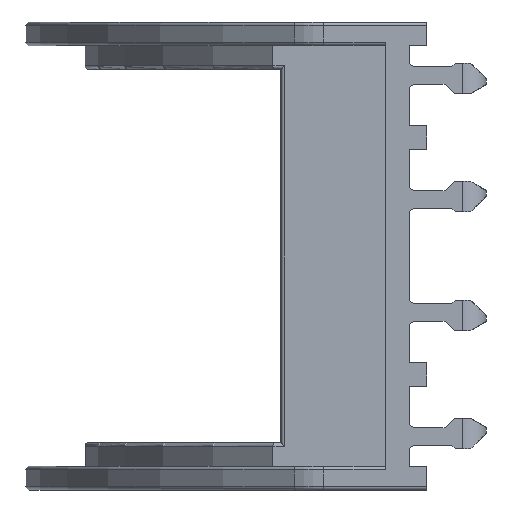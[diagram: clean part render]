
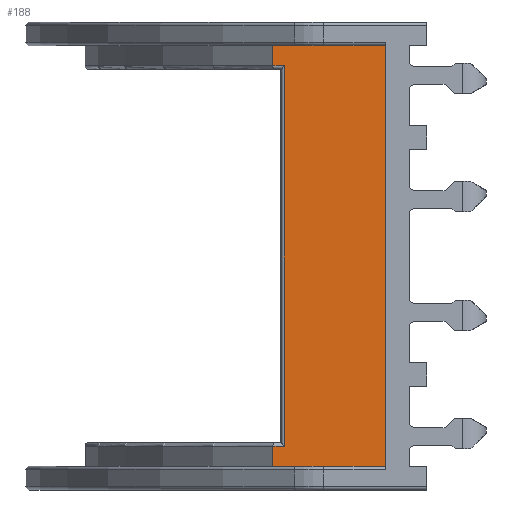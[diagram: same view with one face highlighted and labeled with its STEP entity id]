
A CAD part, left-side view. The second image highlights one B-rep face of the part: STEP entity #188.
In plain terms, the highlighted planar face has unit normal (-1, 0, 0).
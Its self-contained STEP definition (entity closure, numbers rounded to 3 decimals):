
#188 = ADVANCED_FACE ( 'NONE', ( #5258 ), #5518, .F. ) ;
#1128 = LINE ( 'NONE', #2010, #1139 ) ;
#1133 = LINE ( 'NONE', #2002, #1135 ) ;
#1134 = LINE ( 'NONE', #2014, #1137 ) ;
#1135 = VECTOR ( 'NONE', #2001, 1000. ) ;
#1137 = VECTOR ( 'NONE', #2016, 1000. ) ;
#1138 = LINE ( 'NONE', #2018, #1141 ) ;
#1139 = VECTOR ( 'NONE', #2017, 1000. ) ;
#1140 = LINE ( 'NONE', #2020, #1143 ) ;
#1141 = VECTOR ( 'NONE', #2019, 1000. ) ;
#1142 = LINE ( 'NONE', #2022, #1145 ) ;
#1143 = VECTOR ( 'NONE', #2021, 1000. ) ;
#1144 = LINE ( 'NONE', #2024, #1147 ) ;
#1145 = VECTOR ( 'NONE', #2023, 1000. ) ;
#1146 = LINE ( 'NONE', #2026, #1149 ) ;
#1147 = VECTOR ( 'NONE', #2025, 1000. ) ;
#1149 = VECTOR ( 'NONE', #2027, 1000. ) ;
#2001 = DIRECTION ( 'NONE',  ( 0., -1., 0. ) ) ;
#2002 = CARTESIAN_POINT ( 'NONE',  ( -32., 3.5, 17.75 ) ) ;
#2010 = CARTESIAN_POINT ( 'NONE',  ( -32., 3.5, -17.75 ) ) ;
#2014 = CARTESIAN_POINT ( 'NONE',  ( -32., 3.5, -104.994 ) ) ;
#2016 = DIRECTION ( 'NONE',  ( 0., 0., 1. ) ) ;
#2017 = DIRECTION ( 'NONE',  ( 0., 1., 0. ) ) ;
#2018 = CARTESIAN_POINT ( 'NONE',  ( -32., 13.001, -15.75 ) ) ;
#2019 = DIRECTION ( 'NONE',  ( 0., 0., -1. ) ) ;
#2020 = CARTESIAN_POINT ( 'NONE',  ( -32., 13.001, -16.05 ) ) ;
#2021 = DIRECTION ( 'NONE',  ( 0., 1., 0. ) ) ;
#2022 = CARTESIAN_POINT ( 'NONE',  ( -32., 12.025, -15.75 ) ) ;
#2023 = DIRECTION ( 'NONE',  ( 0., 0., -1. ) ) ;
#2024 = CARTESIAN_POINT ( 'NONE',  ( -32., 12.325, 16.05 ) ) ;
#2025 = DIRECTION ( 'NONE',  ( 0., -1., 0. ) ) ;
#2026 = CARTESIAN_POINT ( 'NONE',  ( -32., 13.001, 15.75 ) ) ;
#2027 = DIRECTION ( 'NONE',  ( 0., 0., 1. ) ) ;
#2567 = CARTESIAN_POINT ( 'NONE',  ( -32., 3.5, -17.75 ) ) ;
#2584 = CARTESIAN_POINT ( 'NONE',  ( -32., 13.001, 16.05 ) ) ;
#2587 = CARTESIAN_POINT ( 'NONE',  ( -32., 13.001, 17.75 ) ) ;
#2592 = CARTESIAN_POINT ( 'NONE',  ( -32., 12.025, 16.05 ) ) ;
#2593 = CARTESIAN_POINT ( 'NONE',  ( -32., 12.025, -16.05 ) ) ;
#2594 = CARTESIAN_POINT ( 'NONE',  ( -32., 13.001, -16.05 ) ) ;
#2595 = CARTESIAN_POINT ( 'NONE',  ( -32., 13.001, -17.75 ) ) ;
#2598 = CARTESIAN_POINT ( 'NONE',  ( -32., 3.5, 17.75 ) ) ;
#3232 = EDGE_CURVE ( 'NONE', #4279, #4287, #1133, .T. ) ;
#3233 = EDGE_CURVE ( 'NONE', #4262, #4287, #1134, .T. ) ;
#3234 = EDGE_CURVE ( 'NONE', #4262, #4285, #1128, .T. ) ;
#3235 = EDGE_CURVE ( 'NONE', #4284, #4285, #1138, .T. ) ;
#3236 = EDGE_CURVE ( 'NONE', #4283, #4284, #1140, .T. ) ;
#3237 = EDGE_CURVE ( 'NONE', #4282, #4283, #1142, .T. ) ;
#3238 = EDGE_CURVE ( 'NONE', #4276, #4282, #1144, .T. ) ;
#3239 = EDGE_CURVE ( 'NONE', #4276, #4279, #1146, .T. ) ;
#4019 = ORIENTED_EDGE ( 'NONE', *, *, #3239, .F. ) ;
#4020 = ORIENTED_EDGE ( 'NONE', *, *, #3238, .T. ) ;
#4021 = ORIENTED_EDGE ( 'NONE', *, *, #3237, .T. ) ;
#4022 = ORIENTED_EDGE ( 'NONE', *, *, #3236, .T. ) ;
#4023 = ORIENTED_EDGE ( 'NONE', *, *, #3235, .T. ) ;
#4024 = ORIENTED_EDGE ( 'NONE', *, *, #3234, .F. ) ;
#4025 = ORIENTED_EDGE ( 'NONE', *, *, #3233, .T. ) ;
#4026 = ORIENTED_EDGE ( 'NONE', *, *, #3232, .F. ) ;
#4262 = VERTEX_POINT ( 'NONE', #2567 ) ;
#4276 = VERTEX_POINT ( 'NONE', #2584 ) ;
#4279 = VERTEX_POINT ( 'NONE', #2587 ) ;
#4282 = VERTEX_POINT ( 'NONE', #2592 ) ;
#4283 = VERTEX_POINT ( 'NONE', #2593 ) ;
#4284 = VERTEX_POINT ( 'NONE', #2594 ) ;
#4285 = VERTEX_POINT ( 'NONE', #2595 ) ;
#4287 = VERTEX_POINT ( 'NONE', #2598 ) ;
#4807 = EDGE_LOOP ( 'NONE', ( #4019, #4020, #4021, #4022, #4023, #4024, #4025, #4026 ) ) ;
#5258 = FACE_OUTER_BOUND ( 'NONE', #4807, .T. ) ;
#5511 = DIRECTION ( 'NONE',  ( 0., 0., -1. ) ) ;
#5514 = DIRECTION ( 'NONE',  ( 1., 0., 0. ) ) ;
#5518 = PLANE ( 'NONE',  #6231 ) ;
#5530 = CARTESIAN_POINT ( 'NONE',  ( -32., 3.5, -104.994 ) ) ;
#6231 = AXIS2_PLACEMENT_3D ( 'NONE', #5530, #5514, #5511 ) ;
